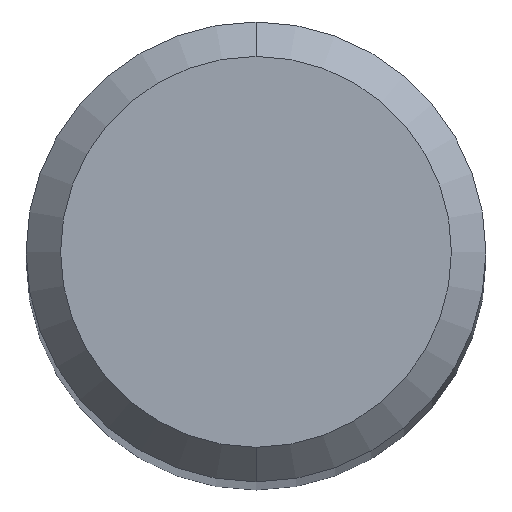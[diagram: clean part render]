
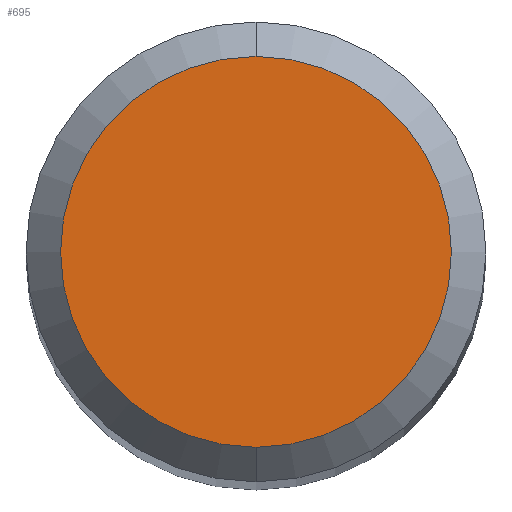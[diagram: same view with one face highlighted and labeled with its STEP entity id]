
A CAD part, top view. The second image highlights one B-rep face of the part: STEP entity #695.
In plain terms, the highlighted planar face has unit normal (0, 0, 1).
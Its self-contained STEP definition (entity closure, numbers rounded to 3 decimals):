
#517=VERTEX_POINT('',#1283);
#693=EDGE_CURVE('',#1029,#517,#1477,.T.);
#695=ADVANCED_FACE('',(#1479),#1480,.T.);
#1029=VERTEX_POINT('',#1844);
#1037=EDGE_CURVE('',#517,#1029,#1852,.T.);
#1283=CARTESIAN_POINT('',(0.0,1.7,0.0));
#1477=CIRCLE('',#3256,1.7);
#1479=FACE_OUTER_BOUND('',#3258,.T.);
#1480=PLANE('',#3259);
#1844=CARTESIAN_POINT('',(0.,-1.7,0.0));
#1852=CIRCLE('',#4671,1.7);
#3256=AXIS2_PLACEMENT_3D('',#5445,#5446,#5447);
#3258=EDGE_LOOP('',(#5449,#5450));
#3259=AXIS2_PLACEMENT_3D('',#5451,#5452,#5453);
#4671=AXIS2_PLACEMENT_3D('',#5886,#5887,#5888);
#5445=CARTESIAN_POINT('',(0.0,0.0,0.0));
#5446=DIRECTION('',(0.0,0.0,-1.0));
#5447=DIRECTION('',(0.0,1.0,0.0));
#5449=ORIENTED_EDGE('',*,*,#1037,.F.);
#5450=ORIENTED_EDGE('',*,*,#693,.F.);
#5451=CARTESIAN_POINT('',(0.0,0.85,0.0));
#5452=DIRECTION('',(-0.0,0.0,1.0));
#5453=DIRECTION('',(0.0,-1.0,0.0));
#5886=CARTESIAN_POINT('',(0.0,0.0,0.0));
#5887=DIRECTION('',(0.0,0.0,-1.0));
#5888=DIRECTION('',(0.0,1.0,0.0));
